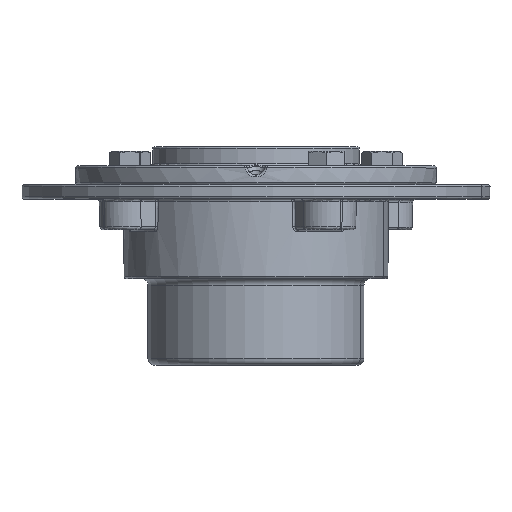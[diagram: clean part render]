
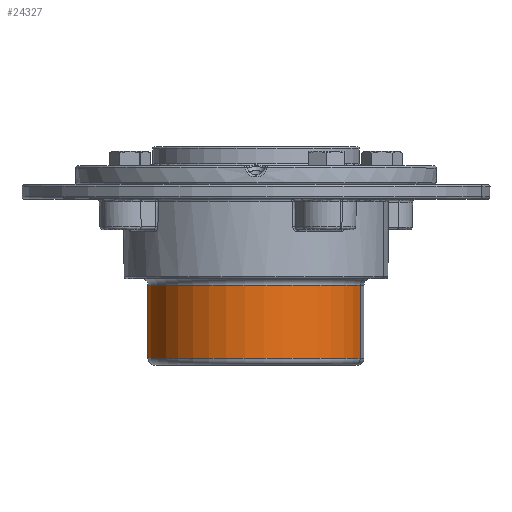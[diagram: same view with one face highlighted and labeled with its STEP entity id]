
A CAD part, top view. The second image highlights one B-rep face of the part: STEP entity #24327.
In plain terms, the highlighted cylindrical face has radius 38.1 mm (diameter 76.2 mm), a partial arc.
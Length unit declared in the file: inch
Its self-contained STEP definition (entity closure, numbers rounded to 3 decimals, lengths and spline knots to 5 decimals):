
#13842=DIRECTION('',(0.,1.,0.));
#13843=VECTOR('',#13842,1.014);
#13844=CARTESIAN_POINT('',(1.5,-2.407,0.));
#13845=LINE('',#13844,#13843);
#13851=DIRECTION('',(0.,1.,0.));
#13852=VECTOR('',#13851,1.014);
#13853=CARTESIAN_POINT('',(-1.5,-2.407,0.));
#13854=LINE('',#13853,#13852);
#13865=CARTESIAN_POINT('',(0.,-2.407,0.));
#13866=DIRECTION('',(0.,1.,0.));
#13867=DIRECTION('',(-1.,0.,0.));
#13868=AXIS2_PLACEMENT_3D('',#13865,#13866,#13867);
#13870=CARTESIAN_POINT('',(0.,-1.393,0.));
#13871=DIRECTION('',(0.,-1.,0.));
#13872=DIRECTION('',(1.,0.,0.));
#13873=AXIS2_PLACEMENT_3D('',#13870,#13871,#13872);
#14976=CARTESIAN_POINT('',(1.5,-1.393,0.));
#14977=CARTESIAN_POINT('',(-1.5,-1.393,0.));
#14978=VERTEX_POINT('',#14976);
#14979=VERTEX_POINT('',#14977);
#14980=CARTESIAN_POINT('',(-1.5,-2.407,0.));
#14981=CARTESIAN_POINT('',(1.5,-2.407,0.));
#14982=VERTEX_POINT('',#14980);
#14983=VERTEX_POINT('',#14981);
#24316=CARTESIAN_POINT('',(0.,0.125,0.));
#24317=DIRECTION('',(0.,-1.,0.));
#24318=DIRECTION('',(-1.,0.,0.));
#24319=AXIS2_PLACEMENT_3D('',#24316,#24317,#24318);
#24320=CYLINDRICAL_SURFACE('',#24319,1.5);
#24321=ORIENTED_EDGE('',*,*,#24307,.F.);
#24322=ORIENTED_EDGE('',*,*,#24282,.T.);
#24323=ORIENTED_EDGE('',*,*,#24252,.F.);
#24324=ORIENTED_EDGE('',*,*,#24279,.F.);
#24325=EDGE_LOOP('',(#24321,#24322,#24323,#24324));
#24326=FACE_OUTER_BOUND('',#24325,.F.);
#24327=ADVANCED_FACE('',(#24326),#24320,.T.);
#13869=CIRCLE('',#13868,1.5);
#13874=CIRCLE('',#13873,1.5);
#24252=EDGE_CURVE('',#14978,#14979,#13874,.T.);
#24279=EDGE_CURVE('',#14983,#14978,#13845,.T.);
#24282=EDGE_CURVE('',#14982,#14979,#13854,.T.);
#24307=EDGE_CURVE('',#14982,#14983,#13869,.T.);
